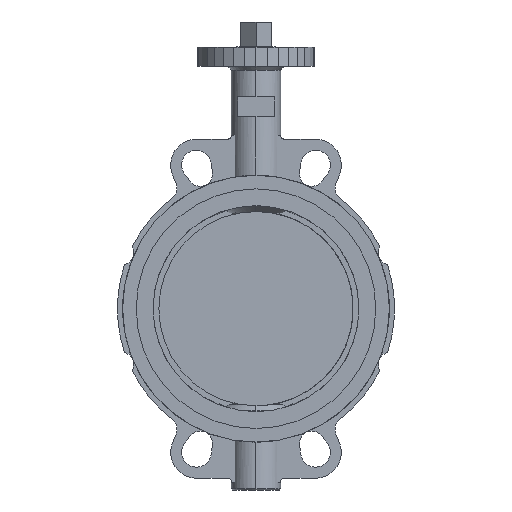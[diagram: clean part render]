
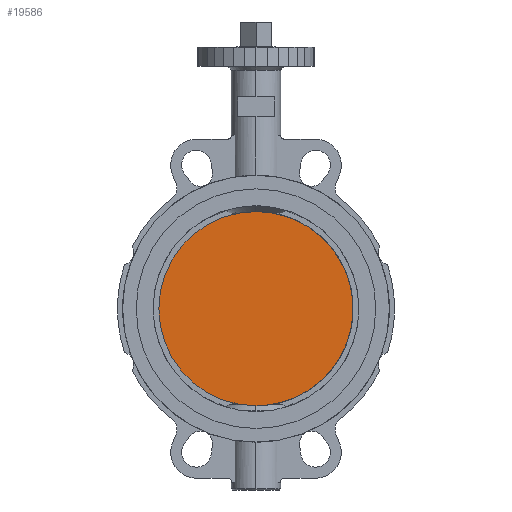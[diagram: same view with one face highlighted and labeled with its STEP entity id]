
A CAD part, left-side view. The second image highlights one B-rep face of the part: STEP entity #19586.
In plain terms, the highlighted planar face has unit normal (-1, 0, 0).
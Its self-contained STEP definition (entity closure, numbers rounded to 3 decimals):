
#19497=CARTESIAN_POINT('Vertex',(-27.3,0.,-75.)) ;
#19523=CARTESIAN_POINT('Vertex',(-27.3,0.,75.)) ;
#19527=CARTESIAN_POINT('Control Point',(-27.3,0.,-75.)) ;
#19528=CARTESIAN_POINT('Control Point',(-27.3,-11.781,-75.)) ;
#19529=CARTESIAN_POINT('Control Point',(-27.3,-23.562,-72.687)) ;
#19530=CARTESIAN_POINT('Control Point',(-27.3,-34.737,-68.058)) ;
#19531=CARTESIAN_POINT('Control Point',(-27.3,-54.669,-54.669)) ;
#19532=CARTESIAN_POINT('Control Point',(-27.3,-68.058,-34.737)) ;
#19533=CARTESIAN_POINT('Control Point',(-27.3,-72.687,-23.562)) ;
#19534=CARTESIAN_POINT('Control Point',(-27.3,-77.313,0.)) ;
#19535=CARTESIAN_POINT('Control Point',(-27.3,-72.687,23.562)) ;
#19536=CARTESIAN_POINT('Control Point',(-27.3,-68.058,34.737)) ;
#19537=CARTESIAN_POINT('Control Point',(-27.3,-54.669,54.669)) ;
#19538=CARTESIAN_POINT('Control Point',(-27.3,-34.737,68.058)) ;
#19539=CARTESIAN_POINT('Control Point',(-27.3,-23.562,72.687)) ;
#19540=CARTESIAN_POINT('Control Point',(-27.3,-11.781,75.)) ;
#19541=CARTESIAN_POINT('Control Point',(-27.3,0.,75.)) ;
#19550=CARTESIAN_POINT('Axis2P3D Location',(-27.3,0.,0.)) ;
#19577=CARTESIAN_POINT('Axis2P3D Location',(-27.3,0.,0.)) ;
#19551=DIRECTION('Axis2P3D Direction',(1.,-0.,0.)) ;
#19578=DIRECTION('Axis2P3D Direction',(-1.,-0.,-0.)) ;
#19579=DIRECTION('Axis2P3D XDirection',(0.,0.,-1.)) ;
#19552=AXIS2_PLACEMENT_3D('Circle Axis2P3D',#19550,#19551,$) ;
#19580=AXIS2_PLACEMENT_3D('Plane Axis2P3D',#19577,#19578,#19579) ;
#19553=CIRCLE('generated circle',#19552,75.) ;
#19581=PLANE('',#19580) ;
#19542=EDGE_CURVE('',#19498,#19524,#19526,.T.) ;
#19554=EDGE_CURVE('',#19524,#19498,#19553,.F.) ;
#19583=ORIENTED_EDGE('',*,*,#19542,.T.) ;
#19584=ORIENTED_EDGE('',*,*,#19554,.T.) ;
#19582=EDGE_LOOP('',(#19583,#19584)) ;
#19498=VERTEX_POINT('',#19497) ;
#19524=VERTEX_POINT('',#19523) ;
#19586=ADVANCED_FACE('1',(#19585),#19581,.T.) ;
#19526=B_SPLINE_CURVE_WITH_KNOTS('',5,(#19527,#19528,#19529,#19530,#19531,#19532,#19533,#19534,#19535,#19536,#19537,#19538,#19539,#19540,#19541),.UNSPECIFIED.,.F.,.U.,(6,3,3,3,6),(-117.81,-58.905,0.,58.905,117.81),.UNSPECIFIED.) ;
#19585=FACE_OUTER_BOUND('',#19582,.T.) ;
